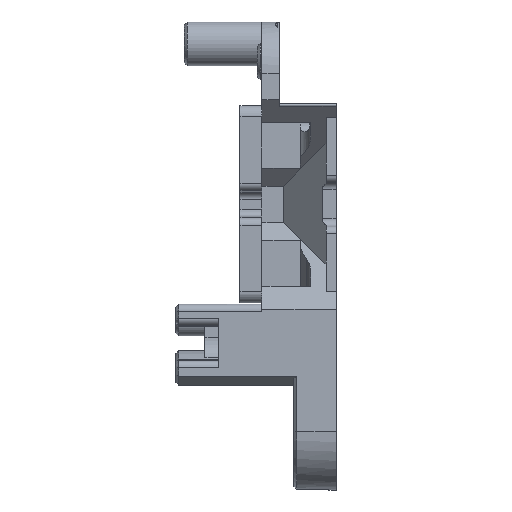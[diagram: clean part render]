
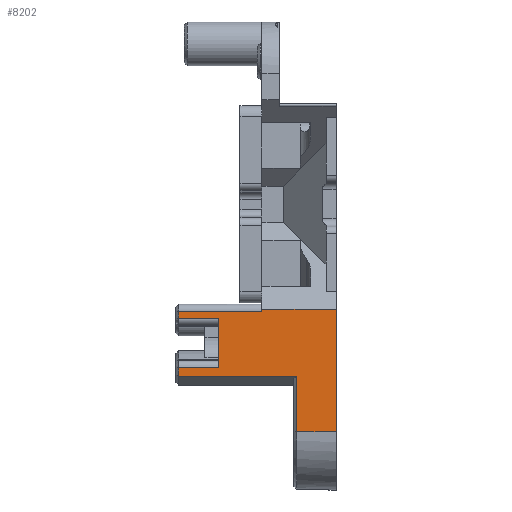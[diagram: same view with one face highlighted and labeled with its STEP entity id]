
A CAD part, left-side view. The second image highlights one B-rep face of the part: STEP entity #8202.
In plain terms, the highlighted planar face has unit normal (-1, 0, 0).
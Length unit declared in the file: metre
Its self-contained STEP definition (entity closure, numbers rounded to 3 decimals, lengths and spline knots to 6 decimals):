
#586=LINE('',#12877,#1305);
#790=LINE('',#13685,#1509);
#791=LINE('',#13687,#1510);
#792=LINE('',#13691,#1511);
#793=LINE('',#13695,#1512);
#800=LINE('',#13717,#1519);
#812=LINE('',#13746,#1531);
#814=LINE('',#13749,#1533);
#815=LINE('',#13753,#1534);
#816=LINE('',#13755,#1535);
#817=LINE('',#13757,#1536);
#818=LINE('',#13758,#1537);
#1305=VECTOR('',#10259,1.);
#1509=VECTOR('',#10981,1.);
#1510=VECTOR('',#10984,1.);
#1511=VECTOR('',#10989,1.);
#1512=VECTOR('',#10994,1.);
#1519=VECTOR('',#11019,1.);
#1531=VECTOR('',#11045,1.);
#1533=VECTOR('',#11049,1.);
#1534=VECTOR('',#11054,1.);
#1535=VECTOR('',#11055,1.);
#1536=VECTOR('',#11056,1.);
#1537=VECTOR('',#11057,1.);
#3146=ORIENTED_EDGE('',*,*,#5039,.T.);
#3147=ORIENTED_EDGE('',*,*,#5043,.F.);
#3148=ORIENTED_EDGE('',*,*,#5044,.T.);
#3149=ORIENTED_EDGE('',*,*,#5045,.T.);
#3150=ORIENTED_EDGE('',*,*,#4639,.F.);
#3151=ORIENTED_EDGE('',*,*,#5046,.F.);
#3152=ORIENTED_EDGE('',*,*,#5041,.T.);
#3153=ORIENTED_EDGE('',*,*,#5013,.T.);
#3154=ORIENTED_EDGE('',*,*,#5011,.T.);
#3155=ORIENTED_EDGE('',*,*,#5024,.T.);
#3156=ORIENTED_EDGE('',*,*,#5009,.T.);
#3157=ORIENTED_EDGE('',*,*,#5008,.T.);
#4639=EDGE_CURVE('',#5757,#5758,#586,.T.);
#5008=EDGE_CURVE('',#6012,#6039,#790,.T.);
#5009=EDGE_CURVE('',#6040,#6012,#791,.T.);
#5011=EDGE_CURVE('',#6013,#6041,#792,.T.);
#5013=EDGE_CURVE('',#6042,#6013,#793,.T.);
#5024=EDGE_CURVE('',#6041,#6040,#800,.T.);
#5039=EDGE_CURVE('',#6039,#6057,#812,.T.);
#5041=EDGE_CURVE('',#6058,#6042,#814,.F.);
#5043=EDGE_CURVE('',#6059,#6057,#815,.T.);
#5044=EDGE_CURVE('',#6059,#6060,#816,.T.);
#5045=EDGE_CURVE('',#6060,#5758,#817,.F.);
#5046=EDGE_CURVE('',#6058,#5757,#818,.T.);
#5757=VERTEX_POINT('',#12876);
#5758=VERTEX_POINT('',#12878);
#6012=VERTEX_POINT('',#13601);
#6013=VERTEX_POINT('',#13605);
#6039=VERTEX_POINT('',#13684);
#6040=VERTEX_POINT('',#13688);
#6041=VERTEX_POINT('',#13692);
#6042=VERTEX_POINT('',#13696);
#6057=VERTEX_POINT('',#13745);
#6058=VERTEX_POINT('',#13750);
#6059=VERTEX_POINT('',#13754);
#6060=VERTEX_POINT('',#13756);
#6997=EDGE_LOOP('',(#3146,#3147,#3148,#3149,#3150,#3151,#3152,#3153,#3154,
#3155,#3156,#3157));
#7531=FACE_BOUND('',#6997,.T.);
#7882=PLANE('',#9077);
#8202=ADVANCED_FACE('',(#7531),#7882,.F.);
#9077=AXIS2_PLACEMENT_3D('',#13752,#11052,#11053);
#10259=DIRECTION('',(0.,-1.,0.));
#10981=DIRECTION('',(0.,0.,-1.));
#10984=DIRECTION('',(0.,1.,0.));
#10989=DIRECTION('',(0.,-1.,0.));
#10994=DIRECTION('',(0.,0.,-1.));
#11019=DIRECTION('',(0.,0.,-1.));
#11045=DIRECTION('',(0.,-1.,0.));
#11049=DIRECTION('',(0.,-1.,0.));
#11052=DIRECTION('',(1.,0.,0.));
#11053=DIRECTION('',(0.,0.,1.));
#11054=DIRECTION('',(0.,0.,1.));
#11055=DIRECTION('',(0.,-1.,0.));
#11056=DIRECTION('',(0.,0.,-1.));
#11057=DIRECTION('',(0.,0.,1.));
#12876=CARTESIAN_POINT('',(-0.029225,0.001715,-0.00879));
#12877=CARTESIAN_POINT('',(-0.029225,-0.007605,-0.00879));
#12878=CARTESIAN_POINT('',(-0.029225,-0.008485,-0.00879));
#13601=CARTESIAN_POINT('',(-0.029225,0.013115,-0.016865));
#13605=CARTESIAN_POINT('',(-0.029225,0.013115,-0.010065));
#13684=CARTESIAN_POINT('',(-0.029225,0.013115,-0.018015));
#13685=CARTESIAN_POINT('',(-0.029225,0.013115,-0.018015));
#13687=CARTESIAN_POINT('',(-0.029225,-0.007605,-0.016865));
#13688=CARTESIAN_POINT('',(-0.029225,0.007615,-0.016865));
#13691=CARTESIAN_POINT('',(-0.029225,-0.007605,-0.010065));
#13692=CARTESIAN_POINT('',(-0.029225,0.007615,-0.010065));
#13695=CARTESIAN_POINT('',(-0.029225,0.013115,-0.010065));
#13696=CARTESIAN_POINT('',(-0.029225,0.013115,-0.009122));
#13717=CARTESIAN_POINT('',(-0.029225,0.007615,0.064119));
#13745=CARTESIAN_POINT('',(-0.029225,-0.003085,-0.018015));
#13746=CARTESIAN_POINT('',(-0.029225,-0.002285,-0.018015));
#13749=CARTESIAN_POINT('',(-0.029225,-0.007605,-0.009122));
#13750=CARTESIAN_POINT('',(-0.029225,0.001715,-0.009122));
#13752=CARTESIAN_POINT('',(-0.029225,-0.007605,0.064119));
#13753=CARTESIAN_POINT('',(-0.029225,-0.003085,-0.018015));
#13754=CARTESIAN_POINT('',(-0.029225,-0.003085,-0.025611));
#13755=CARTESIAN_POINT('',(-0.029225,-0.002642,-0.025611));
#13756=CARTESIAN_POINT('',(-0.029225,-0.008485,-0.025611));
#13757=CARTESIAN_POINT('',(-0.029225,-0.008485,0.064119));
#13758=CARTESIAN_POINT('',(-0.029225,0.001715,0.064119));
